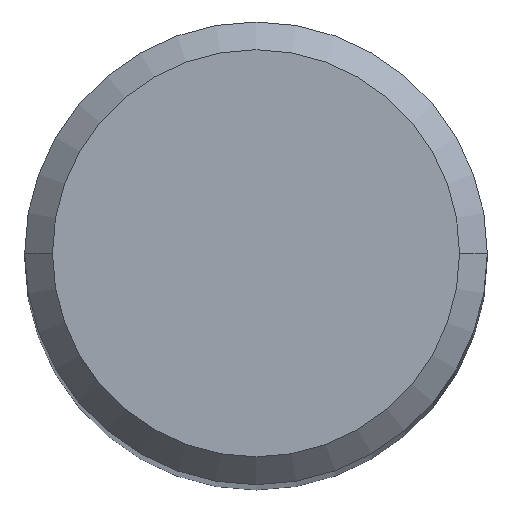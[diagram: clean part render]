
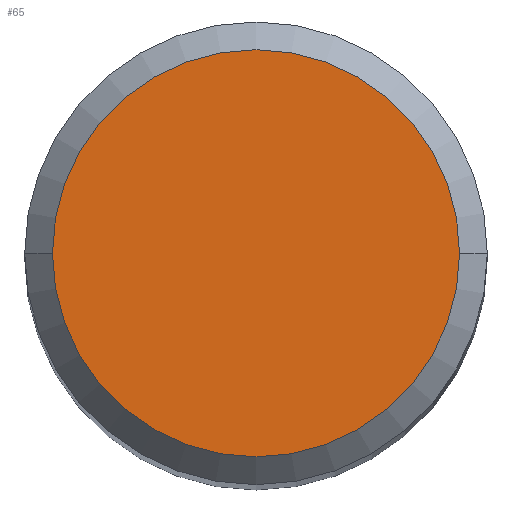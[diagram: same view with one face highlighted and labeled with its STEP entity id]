
A CAD part, top view. The second image highlights one B-rep face of the part: STEP entity #65.
In plain terms, the highlighted planar face has unit normal (0, 0, 1).
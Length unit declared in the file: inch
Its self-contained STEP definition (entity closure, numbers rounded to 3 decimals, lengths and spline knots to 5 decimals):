
#26 = EDGE_CURVE ( 'NONE', #267, #133, #150, .T. ) ;
#39 = CARTESIAN_POINT ( 'NONE',  ( 0., 0., 2.5 ) ) ;
#42 = EDGE_CURVE ( 'NONE', #133, #267, #271, .T. ) ;
#53 = ORIENTED_EDGE ( 'NONE', *, *, #26, .T. ) ;
#60 = AXIS2_PLACEMENT_3D ( 'NONE', #39, #166, #251 ) ;
#65 = ADVANCED_FACE ( 'NONE', ( #164 ), #186, .T. ) ;
#81 = CARTESIAN_POINT ( 'NONE',  ( 0., 0., 2.5 ) ) ;
#104 = AXIS2_PLACEMENT_3D ( 'NONE', #274, #118, #226 ) ;
#118 = DIRECTION ( 'NONE',  ( 0., 0., 1. ) ) ;
#133 = VERTEX_POINT ( 'NONE', #181 ) ;
#150 = CIRCLE ( 'NONE', #234, 0.11 ) ;
#164 = FACE_OUTER_BOUND ( 'NONE', #223, .T. ) ;
#166 = DIRECTION ( 'NONE',  ( 0., 0., 1. ) ) ;
#178 = DIRECTION ( 'NONE',  ( 0., 0., 1. ) ) ;
#181 = CARTESIAN_POINT ( 'NONE',  ( -0.11, 0., 2.5 ) ) ;
#186 = PLANE ( 'NONE',  #60 ) ;
#214 = CARTESIAN_POINT ( 'NONE',  ( 0.11, 0., 2.5 ) ) ;
#223 = EDGE_LOOP ( 'NONE', ( #244, #53 ) ) ;
#226 = DIRECTION ( 'NONE',  ( 1., 0., 0. ) ) ;
#234 = AXIS2_PLACEMENT_3D ( 'NONE', #81, #178, #290 ) ;
#244 = ORIENTED_EDGE ( 'NONE', *, *, #42, .T. ) ;
#251 = DIRECTION ( 'NONE',  ( 1., 0., 0. ) ) ;
#267 = VERTEX_POINT ( 'NONE', #214 ) ;
#271 = CIRCLE ( 'NONE', #104, 0.11 ) ;
#274 = CARTESIAN_POINT ( 'NONE',  ( 0., 0., 2.5 ) ) ;
#290 = DIRECTION ( 'NONE',  ( 1., 0., 0. ) ) ;
